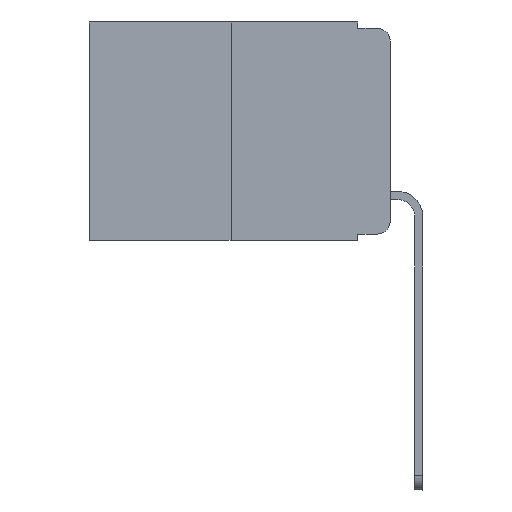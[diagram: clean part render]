
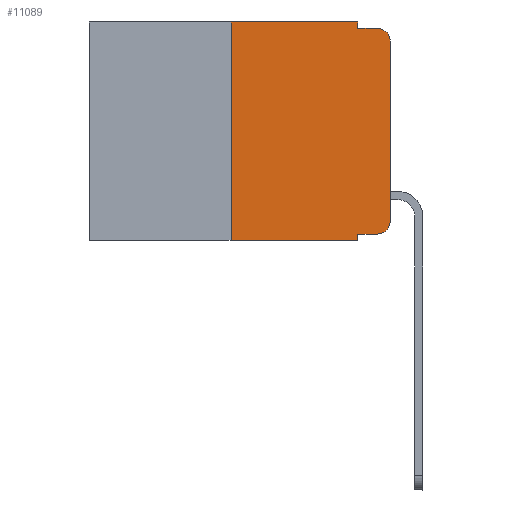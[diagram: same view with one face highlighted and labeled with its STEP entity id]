
A CAD part, left-side view. The second image highlights one B-rep face of the part: STEP entity #11089.
In plain terms, the highlighted planar face has unit normal (-1, 0, 0).
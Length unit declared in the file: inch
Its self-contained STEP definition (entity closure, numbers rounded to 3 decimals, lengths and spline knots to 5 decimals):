
#84 = CIRCLE ( 'NONE', #22271, 0.02 ) ;
#692 = DIRECTION ( 'NONE',  ( 0., -1., 0. ) ) ;
#741 = ORIENTED_EDGE ( 'NONE', *, *, #17435, .F. ) ;
#795 = LINE ( 'NONE', #4597, #6120 ) ;
#1053 = EDGE_CURVE ( 'NONE', #13596, #12557, #13830, .T. ) ;
#1565 = ORIENTED_EDGE ( 'NONE', *, *, #19107, .F. ) ;
#1615 = VERTEX_POINT ( 'NONE', #7464 ) ;
#1787 = ORIENTED_EDGE ( 'NONE', *, *, #7876, .T. ) ;
#1911 = VECTOR ( 'NONE', #22016, 39.37008 ) ;
#1934 = VERTEX_POINT ( 'NONE', #21786 ) ;
#2786 = ORIENTED_EDGE ( 'NONE', *, *, #1053, .F. ) ;
#2804 = ORIENTED_EDGE ( 'NONE', *, *, #15481, .F. ) ;
#3081 = VERTEX_POINT ( 'NONE', #16915 ) ;
#3646 = PLANE ( 'NONE',  #18845 ) ;
#3809 = EDGE_CURVE ( 'NONE', #15852, #18587, #6909, .T. ) ;
#3924 = CIRCLE ( 'NONE', #17508, 0.02 ) ;
#3969 = VECTOR ( 'NONE', #21490, 39.37008 ) ;
#4011 = CARTESIAN_POINT ( 'NONE',  ( 0., 0.02, -0.313 ) ) ;
#4123 = ORIENTED_EDGE ( 'NONE', *, *, #3809, .T. ) ;
#4253 = DIRECTION ( 'NONE',  ( 0., 0., -1. ) ) ;
#4481 = ORIENTED_EDGE ( 'NONE', *, *, #10051, .T. ) ;
#4587 = CARTESIAN_POINT ( 'NONE',  ( 0., 0.473, 0. ) ) ;
#4597 = CARTESIAN_POINT ( 'NONE',  ( 0., 0.473, -0.343 ) ) ;
#5560 = EDGE_CURVE ( 'NONE', #5968, #13596, #7615, .T. ) ;
#5714 = DIRECTION ( 'NONE',  ( 1., 0., 0. ) ) ;
#5841 = VECTOR ( 'NONE', #21242, 39.37008 ) ;
#5968 = VERTEX_POINT ( 'NONE', #22999 ) ;
#6120 = VECTOR ( 'NONE', #20892, 39.37008 ) ;
#6408 = LINE ( 'NONE', #4587, #20980 ) ;
#6909 = LINE ( 'NONE', #23695, #8685 ) ;
#6941 = CARTESIAN_POINT ( 'NONE',  ( 0., 0.051, 0. ) ) ;
#7464 = CARTESIAN_POINT ( 'NONE',  ( 0., 0.051, -0.343 ) ) ;
#7615 = LINE ( 'NONE', #22452, #23076 ) ;
#7876 = EDGE_CURVE ( 'NONE', #21688, #1615, #795, .T. ) ;
#7971 = DIRECTION ( 'NONE',  ( -1., 0., 0. ) ) ;
#8038 = DIRECTION ( 'NONE',  ( -1., 0., 0. ) ) ;
#8685 = VECTOR ( 'NONE', #16262, 39.37008 ) ;
#8710 = CARTESIAN_POINT ( 'NONE',  ( 0., 0.25, 0. ) ) ;
#9668 = ORIENTED_EDGE ( 'NONE', *, *, #18071, .T. ) ;
#9778 = ORIENTED_EDGE ( 'NONE', *, *, #13709, .T. ) ;
#10051 = EDGE_CURVE ( 'NONE', #18587, #12557, #84, .T. ) ;
#10859 = VECTOR ( 'NONE', #692, 39.37008 ) ;
#11028 = CARTESIAN_POINT ( 'NONE',  ( 0., 0., -0.313 ) ) ;
#11089 = ADVANCED_FACE ( 'NONE', ( #22377 ), #3646, .F. ) ;
#11556 = CARTESIAN_POINT ( 'NONE',  ( 0., 0.051, -0.333 ) ) ;
#11708 = CARTESIAN_POINT ( 'NONE',  ( 0., 0.25, -0.343 ) ) ;
#12013 = DIRECTION ( 'NONE',  ( 0., -1., 0. ) ) ;
#12137 = CARTESIAN_POINT ( 'NONE',  ( 0., 0.051, -0.01 ) ) ;
#12519 = ORIENTED_EDGE ( 'NONE', *, *, #5560, .F. ) ;
#12557 = VERTEX_POINT ( 'NONE', #17973 ) ;
#12769 = LINE ( 'NONE', #6941, #1911 ) ;
#13596 = VERTEX_POINT ( 'NONE', #20547 ) ;
#13709 = EDGE_CURVE ( 'NONE', #3081, #1934, #17619, .T. ) ;
#13830 = LINE ( 'NONE', #12137, #5841 ) ;
#14384 = VERTEX_POINT ( 'NONE', #8710 ) ;
#15481 = EDGE_CURVE ( 'NONE', #3081, #1615, #12769, .T. ) ;
#15852 = VERTEX_POINT ( 'NONE', #11028 ) ;
#16262 = DIRECTION ( 'NONE',  ( 0., 0., 1. ) ) ;
#16915 = CARTESIAN_POINT ( 'NONE',  ( 0., 0.051, -0.333 ) ) ;
#17426 = CARTESIAN_POINT ( 'NONE',  ( 0., 0.02, -0.03 ) ) ;
#17435 = EDGE_CURVE ( 'NONE', #14384, #5968, #6408, .T. ) ;
#17481 = CARTESIAN_POINT ( 'NONE',  ( 0., 0.25, 0. ) ) ;
#17508 = AXIS2_PLACEMENT_3D ( 'NONE', #4011, #8038, #4253 ) ;
#17619 = LINE ( 'NONE', #11556, #10859 ) ;
#17973 = CARTESIAN_POINT ( 'NONE',  ( 0., 0.02, -0.01 ) ) ;
#18071 = EDGE_CURVE ( 'NONE', #1934, #15852, #3924, .T. ) ;
#18232 = CARTESIAN_POINT ( 'NONE',  ( 0., 0.473, 0. ) ) ;
#18587 = VERTEX_POINT ( 'NONE', #19124 ) ;
#18775 = DIRECTION ( 'NONE',  ( 0., 0., -1. ) ) ;
#18845 = AXIS2_PLACEMENT_3D ( 'NONE', #18232, #5714, #20295 ) ;
#19107 = EDGE_CURVE ( 'NONE', #21688, #14384, #19315, .T. ) ;
#19124 = CARTESIAN_POINT ( 'NONE',  ( 0., 0., -0.03 ) ) ;
#19315 = LINE ( 'NONE', #17481, #3969 ) ;
#20295 = DIRECTION ( 'NONE',  ( 0., 0., -1. ) ) ;
#20547 = CARTESIAN_POINT ( 'NONE',  ( 0., 0.051, -0.01 ) ) ;
#20892 = DIRECTION ( 'NONE',  ( 0., -1., 0. ) ) ;
#20980 = VECTOR ( 'NONE', #12013, 39.37008 ) ;
#21208 = DIRECTION ( 'NONE',  ( 0., 0., -1. ) ) ;
#21242 = DIRECTION ( 'NONE',  ( 0., -1., 0. ) ) ;
#21490 = DIRECTION ( 'NONE',  ( 0., 0., 1. ) ) ;
#21688 = VERTEX_POINT ( 'NONE', #11708 ) ;
#21786 = CARTESIAN_POINT ( 'NONE',  ( 0., 0.02, -0.333 ) ) ;
#22016 = DIRECTION ( 'NONE',  ( 0., 0., -1. ) ) ;
#22271 = AXIS2_PLACEMENT_3D ( 'NONE', #17426, #7971, #21208 ) ;
#22377 = FACE_OUTER_BOUND ( 'NONE', #23877, .T. ) ;
#22452 = CARTESIAN_POINT ( 'NONE',  ( 0., 0.051, 0. ) ) ;
#22999 = CARTESIAN_POINT ( 'NONE',  ( 0., 0.051, 0. ) ) ;
#23076 = VECTOR ( 'NONE', #18775, 39.37008 ) ;
#23695 = CARTESIAN_POINT ( 'NONE',  ( 0., 0., 0. ) ) ;
#23877 = EDGE_LOOP ( 'NONE', ( #4123, #4481, #2786, #12519, #741, #1565, #1787, #2804, #9778, #9668 ) ) ;
